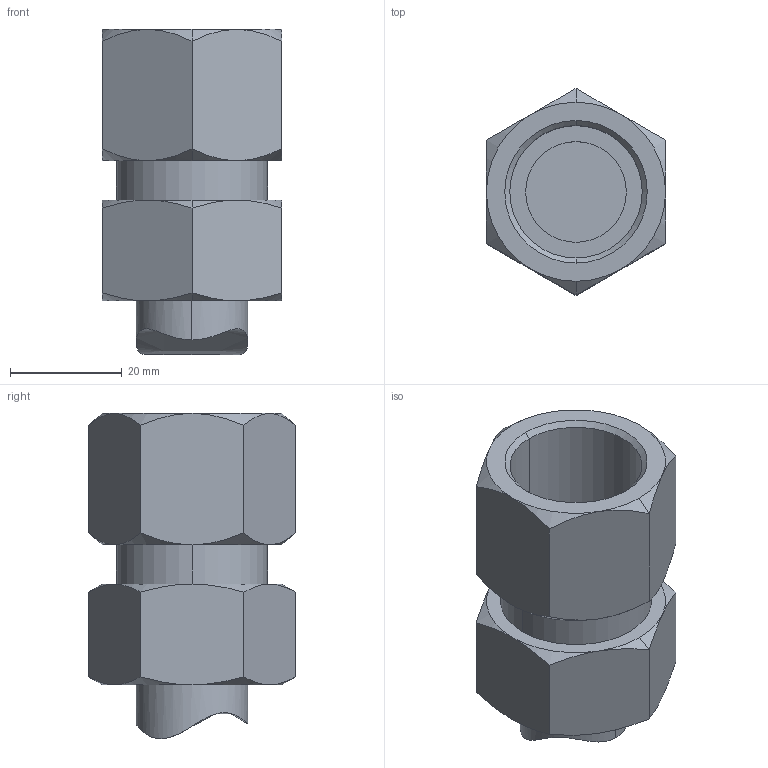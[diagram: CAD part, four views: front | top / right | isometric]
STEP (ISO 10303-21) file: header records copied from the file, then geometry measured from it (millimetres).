
FILE_DESCRIPTION(('STEP AP214'),'1');
FILE_NAME('0114_20_27.stp','2016-07-07T14:13:39',('TraceParts'),('TraceParts S.A.'),'Spatial InterOp 3D',' ',' ');
FILE_SCHEMA(('automotive_design'));
Length unit declared in the file: millimetre
Products named in the file (1): 0114-20-27_ASM|Next assembly relationship#0114-20-27U;0114-20-27U
Bounding box: 32 x 36.95 x 58.14 mm (x, y, z)
Volume: 31968.9 mm3; surface area: 11982.4 mm2
Topology: 1 solids, 2 shells, 118 faces, 266 edges, 162 vertices
Faces by surface type: cone 44, plane 42, cylinder 25, torus 6, extrusion 1
Entity records: 3632 total; most frequent: CARTESIAN_POINT 992, DIRECTION 561, ORIENTED_EDGE 532, EDGE_CURVE 266, AXIS2_PLACEMENT_3D 226, VERTEX_POINT 162, EDGE_LOOP 130, ADVANCED_FACE 118
